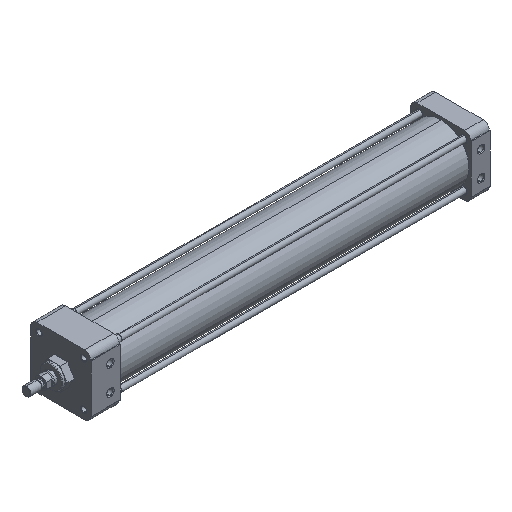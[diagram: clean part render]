
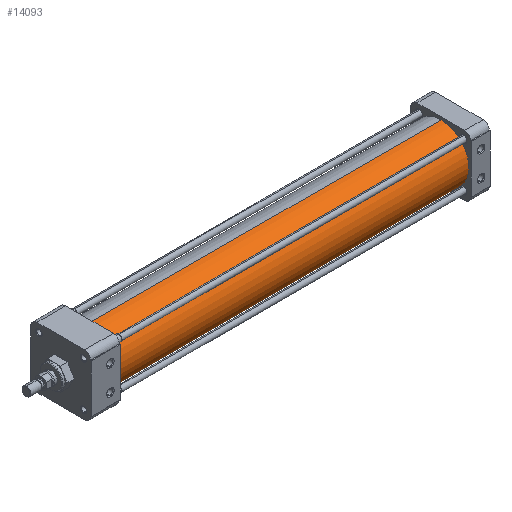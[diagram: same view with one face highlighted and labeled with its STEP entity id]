
A CAD part, isometric view. The second image highlights one B-rep face of the part: STEP entity #14093.
In plain terms, the highlighted cylindrical face has radius 34.925 mm (diameter 69.85 mm), a partial arc.
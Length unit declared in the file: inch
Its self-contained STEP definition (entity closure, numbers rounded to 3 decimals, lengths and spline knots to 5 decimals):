
#729 = CARTESIAN_POINT ( 'NONE',  ( 1.42, 0., 1.375 ) ) ;
#873 = CARTESIAN_POINT ( 'NONE',  ( 18.826, 0., 0. ) ) ;
#911 = DIRECTION ( 'NONE',  ( -1., 0., 0. ) ) ;
#916 = DIRECTION ( 'NONE',  ( 1., 0., 0. ) ) ;
#1292 = EDGE_CURVE ( 'NONE', #3484, #14255, #12020, .T. ) ;
#2334 = CARTESIAN_POINT ( 'NONE',  ( 1.42, 0., -1.375 ) ) ;
#2423 = CARTESIAN_POINT ( 'NONE',  ( 18.826, 0., -1.375 ) ) ;
#2538 = AXIS2_PLACEMENT_3D ( 'NONE', #873, #916, #13158 ) ;
#2830 = CARTESIAN_POINT ( 'NONE',  ( 18.826, 0., -1.375 ) ) ;
#2858 = VECTOR ( 'NONE', #12921, 39.37008 ) ;
#3453 = ORIENTED_EDGE ( 'NONE', *, *, #6516, .F. ) ;
#3484 = VERTEX_POINT ( 'NONE', #729 ) ;
#4099 = ORIENTED_EDGE ( 'NONE', *, *, #5585, .T. ) ;
#4300 = VECTOR ( 'NONE', #4655, 39.37008 ) ;
#4421 = CARTESIAN_POINT ( 'NONE',  ( 1.42, 0., 0. ) ) ;
#4655 = DIRECTION ( 'NONE',  ( 1., 0., 0. ) ) ;
#5293 = FACE_OUTER_BOUND ( 'NONE', #6842, .T. ) ;
#5547 = DIRECTION ( 'NONE',  ( 0., 0., -1. ) ) ;
#5585 = EDGE_CURVE ( 'NONE', #14255, #8613, #13148, .T. ) ;
#6516 = EDGE_CURVE ( 'NONE', #3484, #8993, #11726, .T. ) ;
#6842 = EDGE_LOOP ( 'NONE', ( #3453, #10267, #4099, #11854 ) ) ;
#6943 = AXIS2_PLACEMENT_3D ( 'NONE', #4421, #12195, #5547 ) ;
#7579 = CARTESIAN_POINT ( 'NONE',  ( 18.826, 0., 0. ) ) ;
#7785 = EDGE_CURVE ( 'NONE', #8613, #8993, #9997, .T. ) ;
#7841 = CARTESIAN_POINT ( 'NONE',  ( 18.826, 0., 1.375 ) ) ;
#8613 = VERTEX_POINT ( 'NONE', #2830 ) ;
#8679 = DIRECTION ( 'NONE',  ( 0., 0., -1. ) ) ;
#8993 = VERTEX_POINT ( 'NONE', #7841 ) ;
#9997 = CIRCLE ( 'NONE', #12335, 1.375 ) ;
#10267 = ORIENTED_EDGE ( 'NONE', *, *, #1292, .T. ) ;
#10688 = CARTESIAN_POINT ( 'NONE',  ( 18.826, 0., 1.375 ) ) ;
#11726 = LINE ( 'NONE', #10688, #2858 ) ;
#11854 = ORIENTED_EDGE ( 'NONE', *, *, #7785, .T. ) ;
#12020 = CIRCLE ( 'NONE', #6943, 1.375 ) ;
#12049 = CYLINDRICAL_SURFACE ( 'NONE', #2538, 1.375 ) ;
#12195 = DIRECTION ( 'NONE',  ( 1., 0., 0. ) ) ;
#12335 = AXIS2_PLACEMENT_3D ( 'NONE', #7579, #911, #8679 ) ;
#12921 = DIRECTION ( 'NONE',  ( 1., 0., 0. ) ) ;
#13148 = LINE ( 'NONE', #2423, #4300 ) ;
#13158 = DIRECTION ( 'NONE',  ( 0., 0., -1. ) ) ;
#14093 = ADVANCED_FACE ( 'NONE', ( #5293 ), #12049, .T. ) ;
#14255 = VERTEX_POINT ( 'NONE', #2334 ) ;
